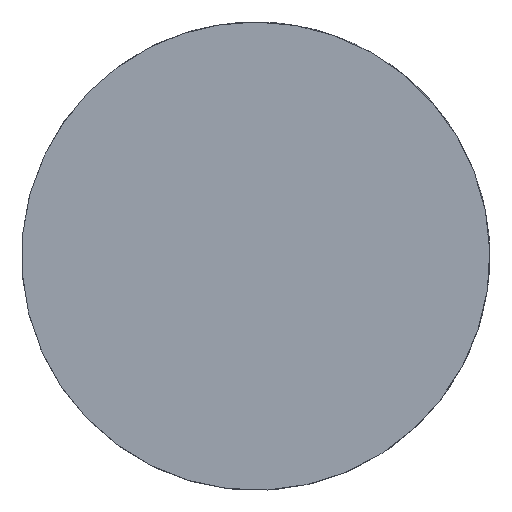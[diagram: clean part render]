
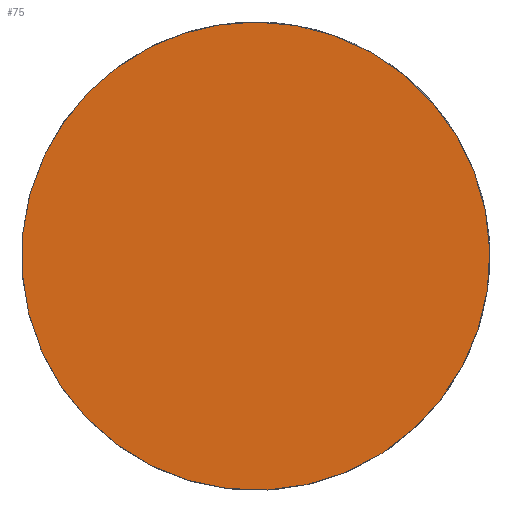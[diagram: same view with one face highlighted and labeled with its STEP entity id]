
A CAD part, left-side view. The second image highlights one B-rep face of the part: STEP entity #75.
In plain terms, the highlighted planar face has unit normal (-1, 0, 0).
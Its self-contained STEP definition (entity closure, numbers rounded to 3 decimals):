
#23=FACE_OUTER_BOUND('',#29,.T.);
#29=EDGE_LOOP('',(#55,#56));
#35=CIRCLE('',#97,0.25);
#36=CIRCLE('',#98,0.25);
#41=VERTEX_POINT('',#138);
#42=VERTEX_POINT('',#139);
#47=EDGE_CURVE('',#41,#42,#35,.T.);
#48=EDGE_CURVE('',#42,#41,#36,.T.);
#55=ORIENTED_EDGE('',*,*,#47,.F.);
#56=ORIENTED_EDGE('',*,*,#48,.F.);
#71=PLANE('',#96);
#75=ADVANCED_FACE('',(#23),#71,.T.);
#96=AXIS2_PLACEMENT_3D('',#137,#110,#111);
#97=AXIS2_PLACEMENT_3D('',#140,#112,#113);
#98=AXIS2_PLACEMENT_3D('',#141,#114,#115);
#110=DIRECTION('center_axis',(-1.,0.,0.));
#111=DIRECTION('ref_axis',(0.,0.,1.));
#112=DIRECTION('center_axis',(1.,0.,0.));
#113=DIRECTION('ref_axis',(0.,0.,1.));
#114=DIRECTION('center_axis',(1.,0.,0.));
#115=DIRECTION('ref_axis',(0.,0.,1.));
#137=CARTESIAN_POINT('Origin',(0.,-0.25,0.));
#138=CARTESIAN_POINT('',(0.,0.,0.25));
#139=CARTESIAN_POINT('',(0.,0.177,0.177));
#140=CARTESIAN_POINT('Origin',(0.,0.,0.));
#141=CARTESIAN_POINT('Origin',(0.,0.,0.));
